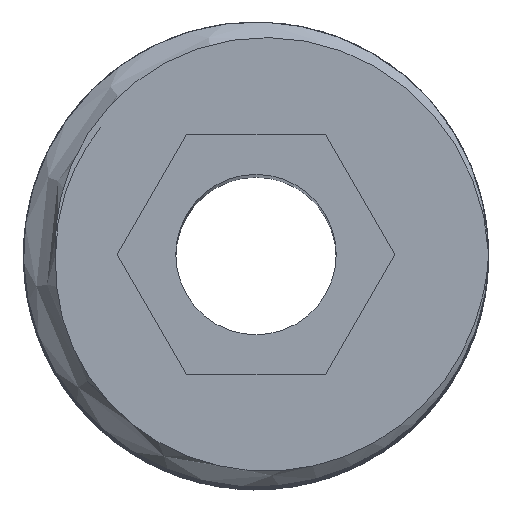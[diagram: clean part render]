
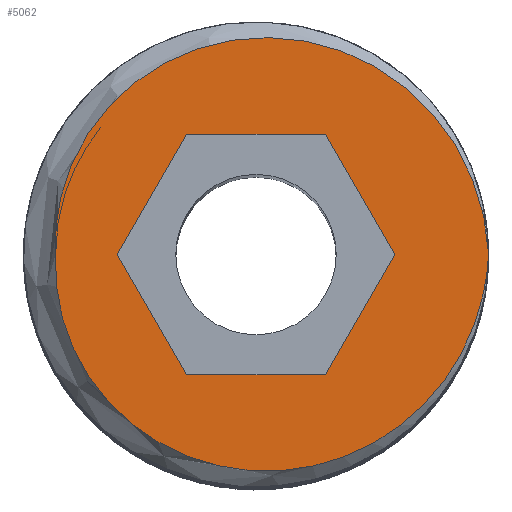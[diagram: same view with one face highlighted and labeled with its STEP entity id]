
A CAD part, top view. The second image highlights one B-rep face of the part: STEP entity #5062.
In plain terms, the highlighted planar face has unit normal (0, 0, 1).
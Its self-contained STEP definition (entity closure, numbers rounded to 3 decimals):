
#73=CARTESIAN_POINT('',(-4.33,0.,55.0));
#74=VERTEX_POINT('',#73);
#75=CARTESIAN_POINT('',(-2.165,3.75,55.0));
#76=VERTEX_POINT('',#75);
#77=CARTESIAN_POINT('',(-4.33,0.,55.0));
#78=DIRECTION('',(0.5,0.866,0.0));
#79=VECTOR('',#78,4.33);
#80=LINE('',#77,#79);
#81=EDGE_CURVE('',#74,#76,#80,.T.);
#113=CARTESIAN_POINT('',(-2.165,-3.75,55.0));
#114=VERTEX_POINT('',#113);
#115=CARTESIAN_POINT('',(-2.165,-3.75,55.0));
#116=DIRECTION('',(-0.5,0.866,0.0));
#117=VECTOR('',#116,4.33);
#118=LINE('',#115,#117);
#119=EDGE_CURVE('',#114,#74,#118,.T.);
#144=CARTESIAN_POINT('',(2.165,-3.75,55.0));
#145=VERTEX_POINT('',#144);
#146=CARTESIAN_POINT('',(2.165,-3.75,55.0));
#147=DIRECTION('',(-1.0,0.0,0.0));
#148=VECTOR('',#147,4.33);
#149=LINE('',#146,#148);
#150=EDGE_CURVE('',#145,#114,#149,.T.);
#175=CARTESIAN_POINT('',(4.33,0.,55.0));
#176=VERTEX_POINT('',#175);
#177=CARTESIAN_POINT('',(4.33,0.,55.0));
#178=DIRECTION('',(-0.5,-0.866,0.0));
#179=VECTOR('',#178,4.33);
#180=LINE('',#177,#179);
#181=EDGE_CURVE('',#176,#145,#180,.T.);
#206=CARTESIAN_POINT('',(2.165,3.75,55.0));
#207=VERTEX_POINT('',#206);
#208=CARTESIAN_POINT('',(2.165,3.75,55.0));
#209=DIRECTION('',(0.5,-0.866,0.0));
#210=VECTOR('',#209,4.33);
#211=LINE('',#208,#210);
#212=EDGE_CURVE('',#207,#176,#211,.T.);
#237=CARTESIAN_POINT('',(-2.165,3.75,55.0));
#238=DIRECTION('',(1.0,0.0,0.0));
#239=VECTOR('',#238,4.33);
#240=LINE('',#237,#239);
#241=EDGE_CURVE('',#76,#207,#240,.T.);
#1729=CARTESIAN_POINT('',(7.25,0.,55.0));
#1730=VERTEX_POINT('',#1729);
#2083=CARTESIAN_POINT('',(-6.25,-0.01,55.0));
#2084=VERTEX_POINT('',#2083);
#2085=CARTESIAN_POINT('',(-6.25,-0.01,55.));
#2086=CARTESIAN_POINT('',(-6.265,-0.309,55.));
#2087=CARTESIAN_POINT('',(-6.258,-0.608,55.));
#2088=CARTESIAN_POINT('',(-6.231,-0.905,55.));
#2089=CARTESIAN_POINT('',(-6.131,-1.962,55.));
#2090=CARTESIAN_POINT('',(-5.758,-2.995,55.));
#2091=CARTESIAN_POINT('',(-5.163,-3.875,55.));
#2092=CARTESIAN_POINT('',(-4.554,-4.776,55.));
#2093=CARTESIAN_POINT('',(-3.712,-5.52,55.));
#2094=CARTESIAN_POINT('',(-2.742,-6.019,55.));
#2095=CARTESIAN_POINT('',(-1.748,-6.531,55.));
#2096=CARTESIAN_POINT('',(-0.627,-6.784,55.));
#2097=CARTESIAN_POINT('',(0.488,-6.756,55.));
#2098=CARTESIAN_POINT('',(1.63,-6.727,55.));
#2099=CARTESIAN_POINT('',(2.764,-6.403,55.0));
#2100=CARTESIAN_POINT('',(3.751,-5.83,55.0));
#2101=CARTESIAN_POINT('',(4.76,-5.245,55.0));
#2102=CARTESIAN_POINT('',(5.62,-4.397,55.0));
#2103=CARTESIAN_POINT('',(6.225,-3.397,55.0));
#2104=CARTESIAN_POINT('',(6.842,-2.377,55.0));
#2105=CARTESIAN_POINT('',(7.197,-1.195,55.0));
#2106=CARTESIAN_POINT('',(7.25,0.0,55.0));
#2107=B_SPLINE_CURVE_WITH_KNOTS('',3,(#2085,#2086,#2087,#2088,#2089,#2090,#2091,#2092,#2093,#2094,#2095,#2096,#2097,#2098,#2099,#2100,#2101,#2102,#2103,#2104,#2105,#2106),.UNSPECIFIED.,.F.,.U.,(4,3,3,3,3,3,3,4),(0.0,0.09,0.41,0.737,1.072,1.416,1.767,2.124),.UNSPECIFIED.);
#2108=EDGE_CURVE('',#2084,#1730,#2107,.T.);
#3886=CARTESIAN_POINT('',(7.25,0.023,55.0));
#3887=VERTEX_POINT('',#3886);
#3888=CARTESIAN_POINT('',(7.25,0.023,55.));
#3889=CARTESIAN_POINT('',(7.234,0.368,55.));
#3890=CARTESIAN_POINT('',(7.194,0.71,55.));
#3891=CARTESIAN_POINT('',(7.129,1.047,55.));
#3892=CARTESIAN_POINT('',(6.905,2.212,55.));
#3893=CARTESIAN_POINT('',(6.384,3.324,55.));
#3894=CARTESIAN_POINT('',(5.629,4.238,55.));
#3895=CARTESIAN_POINT('',(4.89,5.132,55.));
#3896=CARTESIAN_POINT('',(3.925,5.841,55.0));
#3897=CARTESIAN_POINT('',(2.845,6.272,55.));
#3898=CARTESIAN_POINT('',(1.789,6.693,55.));
#3899=CARTESIAN_POINT('',(0.63,6.846,55.));
#3900=CARTESIAN_POINT('',(-0.496,6.71,55.));
#3901=CARTESIAN_POINT('',(-1.596,6.576,55.));
#3902=CARTESIAN_POINT('',(-2.664,6.163,55.0));
#3903=CARTESIAN_POINT('',(-3.563,5.519,55.0));
#3904=CARTESIAN_POINT('',(-4.441,4.889,55.0));
#3905=CARTESIAN_POINT('',(-5.163,4.036,55.));
#3906=CARTESIAN_POINT('',(-5.631,3.062,55.));
#3907=CARTESIAN_POINT('',(-6.088,2.113,55.));
#3908=CARTESIAN_POINT('',(-6.305,1.045,55.0));
#3909=CARTESIAN_POINT('',(-6.25,-0.01,55.0));
#3910=B_SPLINE_CURVE_WITH_KNOTS('',3,(#3888,#3889,#3890,#3891,#3892,#3893,#3894,#3895,#3896,#3897,#3898,#3899,#3900,#3901,#3902,#3903,#3904,#3905,#3906,#3907,#3908,#3909),.UNSPECIFIED.,.F.,.U.,(4,3,3,3,3,3,3,4),(0.0,0.104,0.461,0.811,1.153,1.487,1.813,2.131),.UNSPECIFIED.);
#3911=EDGE_CURVE('',#3887,#2084,#3910,.T.);
#5034=CARTESIAN_POINT('',(0.0,0.0,55.0));
#5035=DIRECTION('',(0.0,0.0,1.0));
#5036=DIRECTION('',(-1.0,0.0,0.0));
#5037=AXIS2_PLACEMENT_3D('',#5034,#5035,#5036);
#5038=CIRCLE('',#5037,7.25);
#5039=EDGE_CURVE('',#1730,#3887,#5038,.T.);
#5044=CARTESIAN_POINT('',(0.,0.0,55.0));
#5045=DIRECTION('',(0.0,0.0,1.0));
#5046=DIRECTION('',(1.0,0.0,0.0));
#5047=AXIS2_PLACEMENT_3D('',#5044,#5045,#5046);
#5048=PLANE('',#5047);
#5049=ORIENTED_EDGE('',*,*,#2108,.T.);
#5050=ORIENTED_EDGE('',*,*,#5039,.T.);
#5051=ORIENTED_EDGE('',*,*,#3911,.T.);
#5052=EDGE_LOOP('',(#5049,#5050,#5051));
#5053=FACE_OUTER_BOUND('',#5052,.T.);
#5054=ORIENTED_EDGE('',*,*,#81,.T.);
#5055=ORIENTED_EDGE('',*,*,#241,.T.);
#5056=ORIENTED_EDGE('',*,*,#212,.T.);
#5057=ORIENTED_EDGE('',*,*,#181,.T.);
#5058=ORIENTED_EDGE('',*,*,#150,.T.);
#5059=ORIENTED_EDGE('',*,*,#119,.T.);
#5060=EDGE_LOOP('',(#5054,#5055,#5056,#5057,#5058,#5059));
#5061=FACE_BOUND('',#5060,.T.);
#5062=ADVANCED_FACE('',(#5053,#5061),#5048,.T.);
